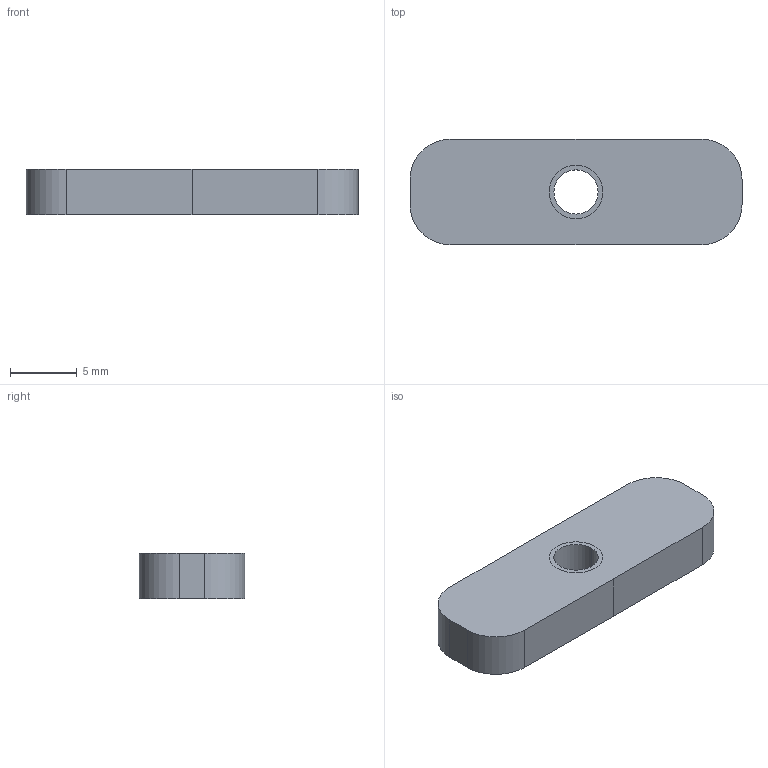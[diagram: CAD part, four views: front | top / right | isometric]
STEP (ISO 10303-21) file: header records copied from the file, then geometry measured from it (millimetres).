
FILE_DESCRIPTION((''),'2;1');
FILE_NAME('208564_ASM','2018-12-17T09:08:26',('pdmadmin'),('BANNER ENGINEERING'),'CREO PARAMETRIC BY PTC INC, 2018300','CREO PARAMETRIC BY PTC INC, 2018300','');
FILE_SCHEMA(('CONFIG_CONTROL_DESIGN'));
Length unit declared in the file: millimetre
Products named in the file (2): 205103; 208564_ASM
Assembly tree (1 placements, depth 2):
  208564_ASM
    205103
Bounding box: 24.8 x 7.91 x 3.42 mm (x, y, z)
Volume: 613.1 mm3; surface area: 642.9 mm2
Topology: 1 solids, 2 shells, 20 faces, 54 edges, 36 vertices
Faces by surface type: plane 12, cylinder 8
Entity records: 715 total; most frequent: DIRECTION 120, CARTESIAN_POINT 115, ORIENTED_EDGE 104, EDGE_CURVE 54, AXIS2_PLACEMENT_3D 41, VECTOR 38, LINE 38, VERTEX_POINT 36
